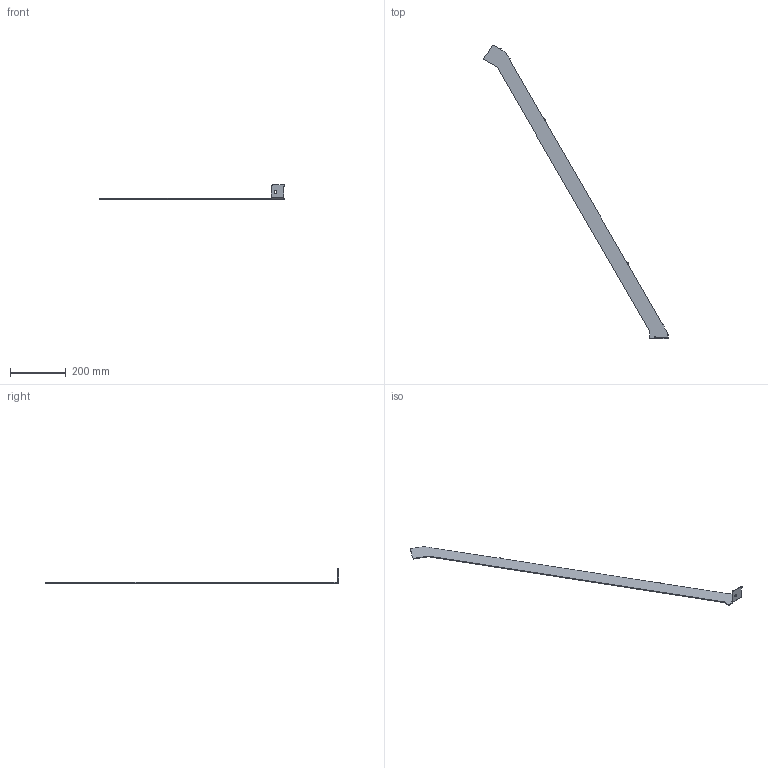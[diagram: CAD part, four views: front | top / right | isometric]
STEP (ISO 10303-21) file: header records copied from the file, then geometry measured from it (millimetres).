
FILE_DESCRIPTION (( 'STEP AP203' ), '1' );
FILE_NAME ('CV03-C-10_REV_A.step', '2025-08-17T05:14:27', ( '' ), ( '' ), 'SwSTEP 2.0', 'SolidWorks 2024', '' );
FILE_SCHEMA (( 'CONFIG_CONTROL_DESIGN' ));
Length unit declared in the file: millimetre
Products named in the file (1): CV03-C-10_REV_A
Bounding box: 665.62 x 1057.31 x 50.5 mm (x, y, z)
Volume: 200830.9 mm3; surface area: 142054.5 mm2
Topology: 1 solids, 1 shells, 74 faces, 208 edges, 136 vertices
Faces by surface type: plane 51, cylinder 23
Entity records: 2455 total; most frequent: CARTESIAN_POINT 419, ORIENTED_EDGE 416, DIRECTION 404, EDGE_CURVE 208, VECTOR 162, LINE 162, VERTEX_POINT 136, AXIS2_PLACEMENT_3D 121
